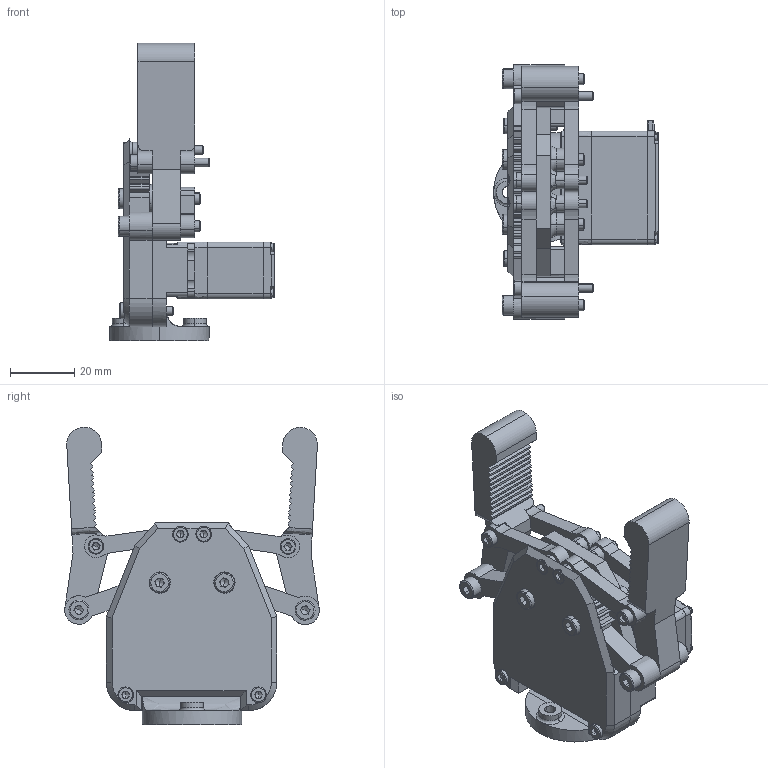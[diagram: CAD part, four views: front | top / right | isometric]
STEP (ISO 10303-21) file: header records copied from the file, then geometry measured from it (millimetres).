
FILE_DESCRIPTION(('FreeCAD Model'),'2;1');
FILE_NAME('Open CASCADE Shape Model','2025-04-17T15:42:02',('FreeCAD'),( 'FreeCAD'),'Open CASCADE STEP processor 7.6','FreeCAD','Unknown');
FILE_SCHEMA(('AUTOMOTIVE_DESIGN { 1 0 10303 214 1 1 1 1 }'));
Products named in the file (1): Open CASCADE STEP translator 7.6 1
Bounding box: 51.42 x 79.39 x 92.8 mm (x, y, z)
Volume: 51421.7 mm3; surface area: 47796.7 mm2
Topology: 33 solids, 33 shells, 1429 faces, 3805 edges, 2468 vertices
Faces by surface type: bspline 1429
Entity records: 43901 total; most frequent: CARTESIAN_POINT 22268, ORIENTED_EDGE 7570, EDGE_CURVE 3785, VERTEX_POINT 2468, B_SPLINE_CURVE_WITH_KNOTS 2351, FACE_BOUND 1600, EDGE_LOOP 1600, ADVANCED_FACE 1429
